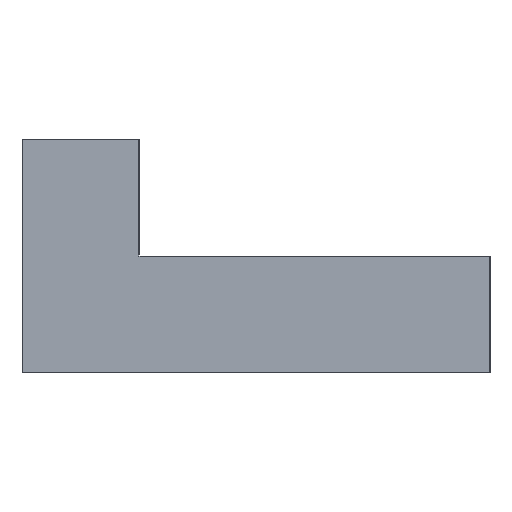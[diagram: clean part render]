
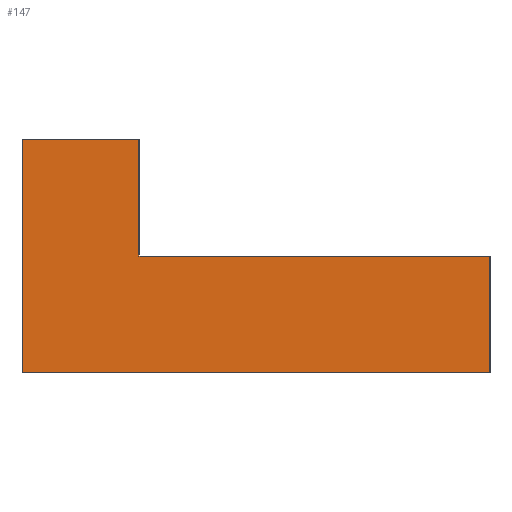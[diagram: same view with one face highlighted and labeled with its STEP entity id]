
A CAD part, left-side view. The second image highlights one B-rep face of the part: STEP entity #147.
In plain terms, the highlighted planar face has unit normal (-1, 0, 0).
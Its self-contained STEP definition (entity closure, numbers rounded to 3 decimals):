
#21=FACE_OUTER_BOUND('',#29,.T.);
#29=EDGE_LOOP('',(#123,#124,#125,#126,#127,#128));
#34=LINE('',#216,#52);
#37=LINE('',#222,#55);
#38=LINE('',#225,#56);
#42=LINE('',#233,#60);
#47=LINE('',#242,#65);
#48=LINE('',#244,#66);
#52=VECTOR('',#178,10.);
#55=VECTOR('',#183,10.);
#56=VECTOR('',#186,10.);
#60=VECTOR('',#192,10.);
#65=VECTOR('',#201,10.);
#66=VECTOR('',#204,10.);
#68=VERTEX_POINT('',#210);
#70=VERTEX_POINT('',#214);
#72=VERTEX_POINT('',#220);
#73=VERTEX_POINT('',#224);
#76=VERTEX_POINT('',#231);
#78=VERTEX_POINT('',#240);
#82=EDGE_CURVE('',#68,#70,#34,.T.);
#85=EDGE_CURVE('',#72,#70,#37,.T.);
#86=EDGE_CURVE('',#68,#73,#38,.T.);
#90=EDGE_CURVE('',#76,#72,#42,.T.);
#95=EDGE_CURVE('',#78,#73,#47,.T.);
#96=EDGE_CURVE('',#76,#78,#48,.T.);
#123=ORIENTED_EDGE('',*,*,#96,.T.);
#124=ORIENTED_EDGE('',*,*,#95,.T.);
#125=ORIENTED_EDGE('',*,*,#86,.F.);
#126=ORIENTED_EDGE('',*,*,#82,.T.);
#127=ORIENTED_EDGE('',*,*,#85,.F.);
#128=ORIENTED_EDGE('',*,*,#90,.F.);
#139=PLANE('',#169);
#147=ADVANCED_FACE('',(#21),#139,.T.);
#169=AXIS2_PLACEMENT_3D('',#243,#202,#203);
#178=DIRECTION('',(0.,0.,1.));
#183=DIRECTION('',(0.,-1.,0.));
#186=DIRECTION('',(0.,-1.,0.));
#192=DIRECTION('',(0.,0.,1.));
#201=DIRECTION('',(0.,0.,1.));
#202=DIRECTION('center_axis',(-1.,0.,0.));
#203=DIRECTION('ref_axis',(0.,-1.,0.));
#204=DIRECTION('',(0.,-1.,0.));
#210=CARTESIAN_POINT('',(0.,6.,2.));
#214=CARTESIAN_POINT('',(0.,6.,4.));
#216=CARTESIAN_POINT('',(0.,6.,2.));
#220=CARTESIAN_POINT('',(0.,8.,4.));
#222=CARTESIAN_POINT('',(0.,6.,4.));
#224=CARTESIAN_POINT('',(0.,0.,2.));
#225=CARTESIAN_POINT('',(0.,8.,2.));
#231=CARTESIAN_POINT('',(0.,8.,0.));
#233=CARTESIAN_POINT('',(0.,8.,0.));
#240=CARTESIAN_POINT('',(0.,0.,0.));
#242=CARTESIAN_POINT('',(0.,0.,0.));
#243=CARTESIAN_POINT('Origin',(0.,8.,0.));
#244=CARTESIAN_POINT('',(0.,8.,0.));
